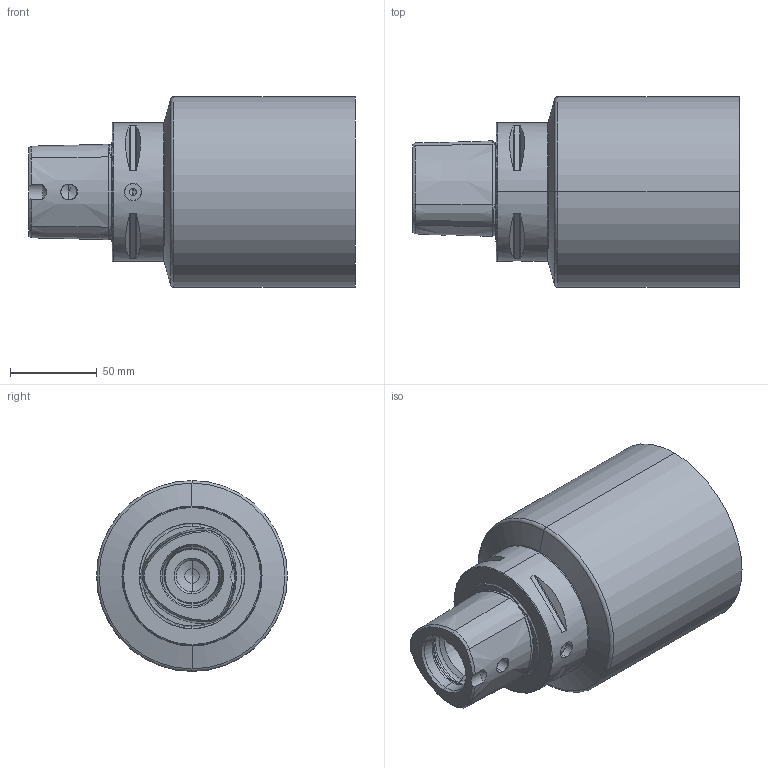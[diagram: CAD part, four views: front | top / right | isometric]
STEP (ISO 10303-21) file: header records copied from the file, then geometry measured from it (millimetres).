
FILE_DESCRIPTION (( 'STEP AP214' ), '1' );
FILE_NAME ('PS8.VRo.110.140.STEP', '2024-08-22T14:22:51', ( '' ), ( '' ), 'SwSTEP 2.0', 'SolidWorks 2022', '' );
FILE_SCHEMA (( 'AUTOMOTIVE_DESIGN' ));
Length unit declared in the file: millimetre
Products named in the file (1): PS8.VRo.110.140
Bounding box: 188 x 110 x 110 mm (x, y, z)
Volume: 1247898.9 mm3; surface area: 79360.9 mm2
Topology: 1 solids, 1 shells, 142 faces, 327 edges, 188 vertices
Faces by surface type: cone 51, torus 40, cylinder 31, plane 20
Entity records: 4510 total; most frequent: CARTESIAN_POINT 1296, DIRECTION 708, ORIENTED_EDGE 638, EDGE_CURVE 319, AXIS2_PLACEMENT_3D 308, VERTEX_POINT 188, CIRCLE 165, EDGE_LOOP 153
